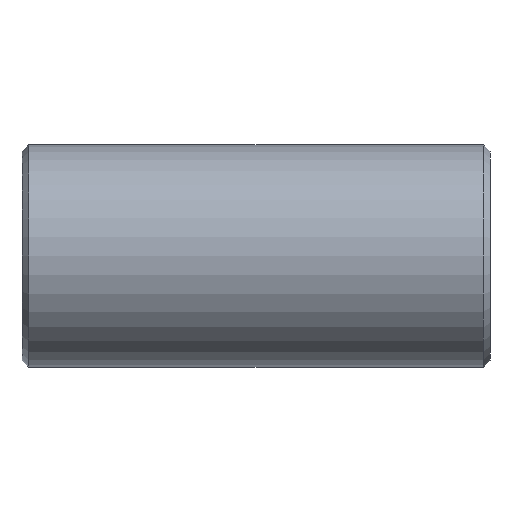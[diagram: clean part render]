
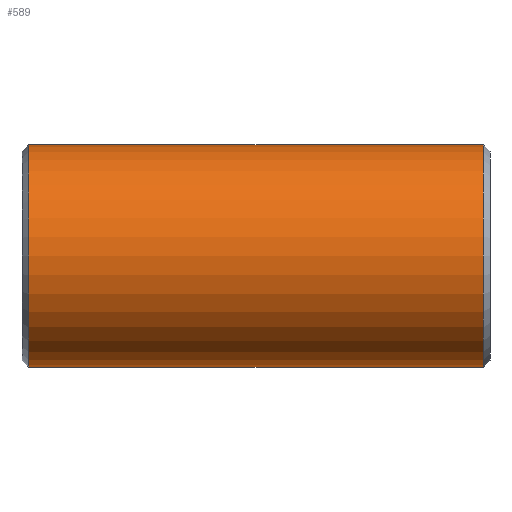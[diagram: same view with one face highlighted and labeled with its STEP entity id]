
A CAD part, front view. The second image highlights one B-rep face of the part: STEP entity #589.
In plain terms, the highlighted cylindrical face has radius 30.163 mm (diameter 60.325 mm), a partial arc.
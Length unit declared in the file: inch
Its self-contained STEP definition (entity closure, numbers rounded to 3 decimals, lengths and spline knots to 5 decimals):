
#2 = DIRECTION ( 'NONE',  ( -1., 0., 0. ) ) ;
#15 = DIRECTION ( 'NONE',  ( 0., 0., -1. ) ) ;
#59 = DIRECTION ( 'NONE',  ( -1., 0., 0. ) ) ;
#61 = CYLINDRICAL_SURFACE ( 'NONE', #514, 1.1875 ) ;
#71 = DIRECTION ( 'NONE',  ( 0., 0., 1. ) ) ;
#109 = CARTESIAN_POINT ( 'NONE',  ( -2.42733, 0., 0. ) ) ;
#115 = CARTESIAN_POINT ( 'NONE',  ( 2.42733, 0., 0. ) ) ;
#135 = EDGE_CURVE ( 'NONE', #615, #611, #493, .T. ) ;
#234 = ORIENTED_EDGE ( 'NONE', *, *, #398, .T. ) ;
#235 = EDGE_CURVE ( 'NONE', #615, #319, #290, .T. ) ;
#269 = EDGE_LOOP ( 'NONE', ( #639, #681, #693, #234 ) ) ;
#290 = CIRCLE ( 'NONE', #743, 1.1875 ) ;
#302 = FACE_OUTER_BOUND ( 'NONE', #269, .T. ) ;
#314 = DIRECTION ( 'NONE',  ( -1., 0., 0. ) ) ;
#319 = VERTEX_POINT ( 'NONE', #617 ) ;
#350 = DIRECTION ( 'NONE',  ( 1., 0., 0. ) ) ;
#398 = EDGE_CURVE ( 'NONE', #690, #611, #647, .T. ) ;
#418 = DIRECTION ( 'NONE',  ( 0., 0., 1. ) ) ;
#458 = CARTESIAN_POINT ( 'NONE',  ( -2.42733, 0., 1.1875 ) ) ;
#472 = AXIS2_PLACEMENT_3D ( 'NONE', #109, #350, #418 ) ;
#493 = LINE ( 'NONE', #626, #668 ) ;
#507 = DIRECTION ( 'NONE',  ( -1., 0., 0. ) ) ;
#514 = AXIS2_PLACEMENT_3D ( 'NONE', #553, #2, #71 ) ;
#516 = EDGE_CURVE ( 'NONE', #319, #690, #558, .T. ) ;
#553 = CARTESIAN_POINT ( 'NONE',  ( 2.5, 0., 0. ) ) ;
#558 = LINE ( 'NONE', #628, #571 ) ;
#571 = VECTOR ( 'NONE', #507, 39.37008 ) ;
#589 = ADVANCED_FACE ( 'NONE', ( #302 ), #61, .T. ) ;
#611 = VERTEX_POINT ( 'NONE', #738 ) ;
#615 = VERTEX_POINT ( 'NONE', #678 ) ;
#617 = CARTESIAN_POINT ( 'NONE',  ( 2.42733, 0., 1.1875 ) ) ;
#626 = CARTESIAN_POINT ( 'NONE',  ( 2.5, 0., -1.1875 ) ) ;
#628 = CARTESIAN_POINT ( 'NONE',  ( 2.5, 0., 1.1875 ) ) ;
#639 = ORIENTED_EDGE ( 'NONE', *, *, #135, .F. ) ;
#647 = CIRCLE ( 'NONE', #472, 1.1875 ) ;
#668 = VECTOR ( 'NONE', #314, 39.37008 ) ;
#678 = CARTESIAN_POINT ( 'NONE',  ( 2.42733, 0., -1.1875 ) ) ;
#681 = ORIENTED_EDGE ( 'NONE', *, *, #235, .T. ) ;
#690 = VERTEX_POINT ( 'NONE', #458 ) ;
#693 = ORIENTED_EDGE ( 'NONE', *, *, #516, .T. ) ;
#738 = CARTESIAN_POINT ( 'NONE',  ( -2.42733, 0., -1.1875 ) ) ;
#743 = AXIS2_PLACEMENT_3D ( 'NONE', #115, #59, #15 ) ;
